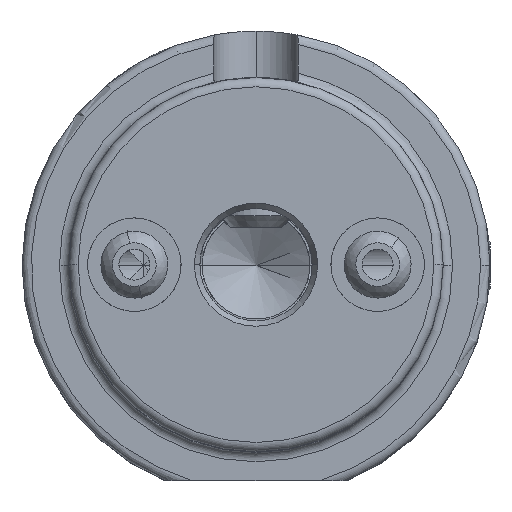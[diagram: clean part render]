
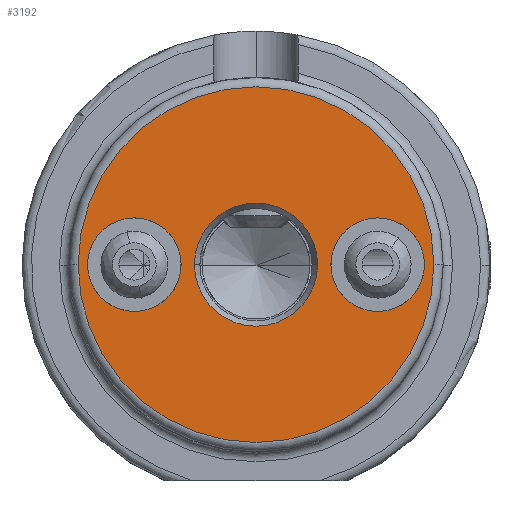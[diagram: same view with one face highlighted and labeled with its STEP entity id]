
A CAD part, top view. The second image highlights one B-rep face of the part: STEP entity #3192.
In plain terms, the highlighted planar face has unit normal (0, 0, 1).
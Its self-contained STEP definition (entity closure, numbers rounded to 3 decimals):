
#1 = AXIS2_PLACEMENT_3D ( 'NONE', #2003, #5282, #3342 ) ;
#33 = DIRECTION ( 'NONE',  ( 1., 0., 0. ) ) ;
#173 = CARTESIAN_POINT ( 'NONE',  ( -63.795, -6.783, 75.76 ) ) ;
#323 = CIRCLE ( 'NONE', #3016, 5. ) ;
#431 = DIRECTION ( 'NONE',  ( 0., 0., -1. ) ) ;
#737 = EDGE_CURVE ( 'NONE', #3752, #6082, #3731, .T. ) ;
#930 = PLANE ( 'NONE',  #1417 ) ;
#953 = DIRECTION ( 'NONE',  ( 1., 0., 0. ) ) ;
#1126 = DIRECTION ( 'NONE',  ( 1., 0., 0. ) ) ;
#1145 = AXIS2_PLACEMENT_3D ( 'NONE', #2431, #431, #8428 ) ;
#1340 = VERTEX_POINT ( 'NONE', #2631 ) ;
#1417 = AXIS2_PLACEMENT_3D ( 'NONE', #4147, #5509, #7452 ) ;
#1433 = ORIENTED_EDGE ( 'NONE', *, *, #2790, .T. ) ;
#1694 = CIRCLE ( 'NONE', #1, 5. ) ;
#2003 = CARTESIAN_POINT ( 'NONE',  ( -37.795, -6.783, 75.76 ) ) ;
#2181 = DIRECTION ( 'NONE',  ( 0., 0., 1. ) ) ;
#2328 = DIRECTION ( 'NONE',  ( 0., 0., -1. ) ) ;
#2420 = DIRECTION ( 'NONE',  ( 1., 0., 0. ) ) ;
#2431 = CARTESIAN_POINT ( 'NONE',  ( -50.795, -6.783, 75.76 ) ) ;
#2631 = CARTESIAN_POINT ( 'NONE',  ( -31.795, -6.783, 75.76 ) ) ;
#2654 = CARTESIAN_POINT ( 'NONE',  ( -37.795, -6.783, 75.76 ) ) ;
#2689 = EDGE_CURVE ( 'NONE', #7919, #8465, #7187, .T. ) ;
#2755 = ORIENTED_EDGE ( 'NONE', *, *, #7191, .F. ) ;
#2790 = EDGE_CURVE ( 'NONE', #8465, #7919, #4597, .T. ) ;
#3016 = AXIS2_PLACEMENT_3D ( 'NONE', #173, #2181, #953 ) ;
#3098 = CARTESIAN_POINT ( 'NONE',  ( -50.795, -6.783, 75.76 ) ) ;
#3110 = AXIS2_PLACEMENT_3D ( 'NONE', #2654, #7249, #33 ) ;
#3192 = ADVANCED_FACE ( 'NONE', ( #4503, #3690, #7935, #3282 ), #930, .T. ) ;
#3213 = VERTEX_POINT ( 'NONE', #6822 ) ;
#3221 = CARTESIAN_POINT ( 'NONE',  ( -63.795, -6.783, 75.76 ) ) ;
#3266 = CARTESIAN_POINT ( 'NONE',  ( -44.217, -6.783, 75.76 ) ) ;
#3282 = FACE_BOUND ( 'NONE', #8052, .T. ) ;
#3342 = DIRECTION ( 'NONE',  ( 1., 0., 0. ) ) ;
#3690 = FACE_BOUND ( 'NONE', #4680, .T. ) ;
#3716 = DIRECTION ( 'NONE',  ( 1., 0., 0. ) ) ;
#3731 = CIRCLE ( 'NONE', #3110, 5. ) ;
#3752 = VERTEX_POINT ( 'NONE', #6061 ) ;
#3778 = DIRECTION ( 'NONE',  ( 0., 0., 1. ) ) ;
#3813 = DIRECTION ( 'NONE',  ( 0., 0., 1. ) ) ;
#3880 = ORIENTED_EDGE ( 'NONE', *, *, #737, .F. ) ;
#3950 = AXIS2_PLACEMENT_3D ( 'NONE', #3098, #2328, #3716 ) ;
#3962 = ORIENTED_EDGE ( 'NONE', *, *, #7781, .F. ) ;
#4147 = CARTESIAN_POINT ( 'NONE',  ( -50.795, -6.783, 75.76 ) ) ;
#4359 = VERTEX_POINT ( 'NONE', #6742 ) ;
#4503 = FACE_BOUND ( 'NONE', #5555, .T. ) ;
#4532 = ORIENTED_EDGE ( 'NONE', *, *, #7193, .T. ) ;
#4597 = CIRCLE ( 'NONE', #1145, 6.577 ) ;
#4667 = CARTESIAN_POINT ( 'NONE',  ( -50.795, -6.783, 75.76 ) ) ;
#4680 = EDGE_LOOP ( 'NONE', ( #7837, #3962 ) ) ;
#5028 = CARTESIAN_POINT ( 'NONE',  ( -50.795, -6.783, 75.76 ) ) ;
#5077 = CARTESIAN_POINT ( 'NONE',  ( -58.795, -6.783, 75.76 ) ) ;
#5282 = DIRECTION ( 'NONE',  ( 0., 0., 1. ) ) ;
#5312 = DIRECTION ( 'NONE',  ( 0., 0., 1. ) ) ;
#5400 = ORIENTED_EDGE ( 'NONE', *, *, #2689, .T. ) ;
#5509 = DIRECTION ( 'NONE',  ( 0., 0., 1. ) ) ;
#5555 = EDGE_LOOP ( 'NONE', ( #2755, #3880 ) ) ;
#5662 = AXIS2_PLACEMENT_3D ( 'NONE', #5028, #3778, #1126 ) ;
#5726 = AXIS2_PLACEMENT_3D ( 'NONE', #4667, #5312, #6577 ) ;
#5834 = AXIS2_PLACEMENT_3D ( 'NONE', #3221, #3813, #2420 ) ;
#5904 = EDGE_CURVE ( 'NONE', #1340, #4359, #7805, .T. ) ;
#5909 = CARTESIAN_POINT ( 'NONE',  ( -32.795, -6.783, 75.76 ) ) ;
#6061 = CARTESIAN_POINT ( 'NONE',  ( -42.795, -6.783, 75.76 ) ) ;
#6082 = VERTEX_POINT ( 'NONE', #5909 ) ;
#6577 = DIRECTION ( 'NONE',  ( 1., 0., 0. ) ) ;
#6611 = CIRCLE ( 'NONE', #5834, 5. ) ;
#6742 = CARTESIAN_POINT ( 'NONE',  ( -69.795, -6.783, 75.76 ) ) ;
#6822 = CARTESIAN_POINT ( 'NONE',  ( -68.795, -6.783, 75.76 ) ) ;
#7028 = CIRCLE ( 'NONE', #5726, 19. ) ;
#7187 = CIRCLE ( 'NONE', #3950, 6.577 ) ;
#7191 = EDGE_CURVE ( 'NONE', #6082, #3752, #1694, .T. ) ;
#7192 = EDGE_LOOP ( 'NONE', ( #8030, #4532 ) ) ;
#7193 = EDGE_CURVE ( 'NONE', #4359, #1340, #7028, .T. ) ;
#7249 = DIRECTION ( 'NONE',  ( 0., 0., 1. ) ) ;
#7452 = DIRECTION ( 'NONE',  ( 1., 0., 0. ) ) ;
#7612 = CARTESIAN_POINT ( 'NONE',  ( -57.372, -6.783, 75.76 ) ) ;
#7781 = EDGE_CURVE ( 'NONE', #3213, #7815, #6611, .T. ) ;
#7805 = CIRCLE ( 'NONE', #5662, 19. ) ;
#7815 = VERTEX_POINT ( 'NONE', #5077 ) ;
#7837 = ORIENTED_EDGE ( 'NONE', *, *, #8051, .F. ) ;
#7919 = VERTEX_POINT ( 'NONE', #3266 ) ;
#7935 = FACE_OUTER_BOUND ( 'NONE', #7192, .T. ) ;
#8030 = ORIENTED_EDGE ( 'NONE', *, *, #5904, .T. ) ;
#8051 = EDGE_CURVE ( 'NONE', #7815, #3213, #323, .T. ) ;
#8052 = EDGE_LOOP ( 'NONE', ( #5400, #1433 ) ) ;
#8428 = DIRECTION ( 'NONE',  ( 1., 0., 0. ) ) ;
#8465 = VERTEX_POINT ( 'NONE', #7612 ) ;
